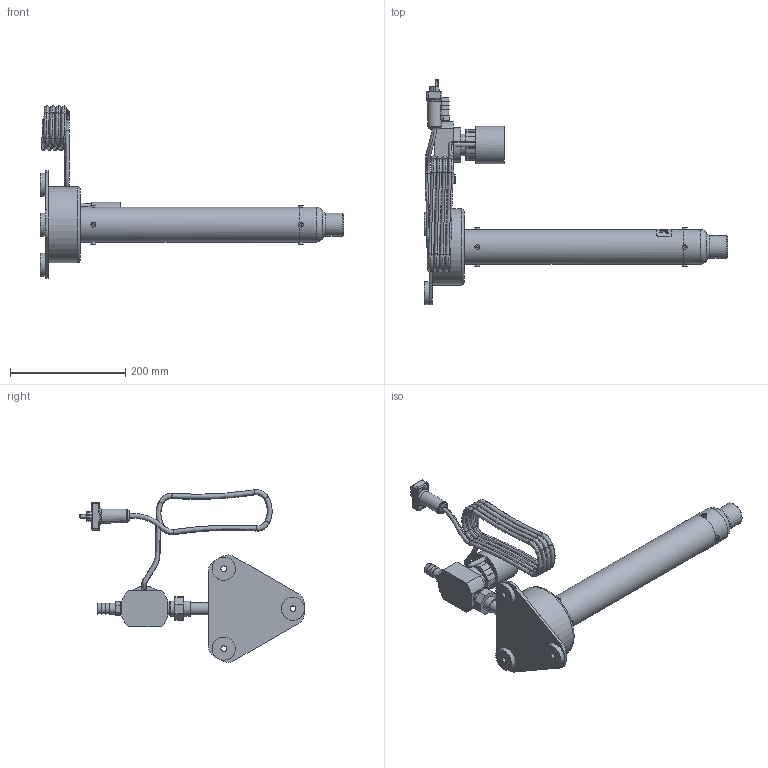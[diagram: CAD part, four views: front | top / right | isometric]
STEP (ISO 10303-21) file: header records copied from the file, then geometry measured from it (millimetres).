
FILE_DESCRIPTION(/* description */ ('','CAx-IF Rec.Pracs.---Representation and Presentation of Product Manufacturing Information (PMI)---4.0---2014-10-13'),/* implementation_level */ '2;1');
FILE_NAME(/* name */ '48422 AirNozzle 15 E-6m vertical 01.stp',/* time_stamp */ '2019-10-14T10:44:48+02:00',/* author */ ('guzb562'),/* organization */ (''),/* preprocessor_version */ 'ST-DEVELOPER v17.2',/* originating_system */ 'Autodesk Inventor 2019',/* authorisation */ '');
FILE_SCHEMA (('AP242_MANAGED_MODEL_BASED_3D_ENGINEERING_MIM_LF { 1 0 10303 442 1 1 4 }'));
Products named in the file (4): 48422 AirNozzle 15 E-6m vertical 01; 30657 Air nozzle 15; Stecker 24V; kabel_1
Assembly tree (3 placements, depth 2):
  48422 AirNozzle 15 E-6m vertical 01
    30657 Air nozzle 15
    Stecker 24V
    kabel_1
Bounding box: 526 x 390.34 x 299.29 mm (x, y, z)
Volume: 2687797.3 mm3; surface area: 288911.3 mm2
Topology: 4 solids, 7 shells, 985 faces, 3405 edges, 3282 vertices
Faces by surface type: plane 605, bspline 200, cylinder 154, cone 20, torus 6
Full cylindrical faces by diameter (mm): 5.216 x2, 7.255 x1, 8.5 x8, 10 x3, 13.745 x4, 15 x12, 15.899 x1, 18.671 x1, 19.899 x1, 20.01 x1, 21.622 x2, 22.126 x1, 22.609 x1, 25.999 x2, 38 x2, 39.845 x1, 40 x3, 59 x1, 60.368 x1, 60.524 x1, 65 x1, 132.093 x1
Entity records: 56471 total; most frequent: CARTESIAN_POINT 29583, ORIENTED_EDGE 5162, DIRECTION 4727, EDGE_CURVE 2581, VERTEX_POINT 1692, AXIS2_PLACEMENT_3D 1602, LINE 1523, VECTOR 1523
